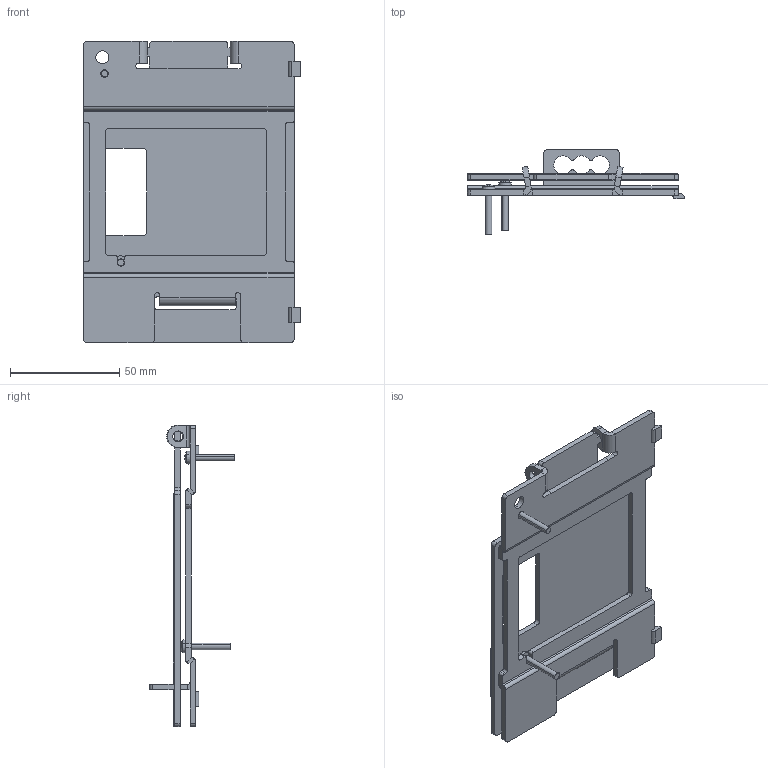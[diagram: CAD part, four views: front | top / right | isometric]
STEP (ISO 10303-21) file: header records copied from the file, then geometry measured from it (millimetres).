
FILE_DESCRIPTION((''),'2;1');
FILE_NAME('1SDH002065A1560_IGES','2023-03-02T17:13:03',('ITMADEL7'),(''),'CREO PARAMETRIC BY PTC INC, 2019030','CREO PARAMETRIC BY PTC INC, 2019030','');
FILE_SCHEMA(('AUTOMOTIVE_DESIGN { 1 0 10303 214 1 1 1 1 }'));
Length unit declared in the file: millimetre
Products named in the file (1): 1SDH002065A1560_IGES
Bounding box: 99.6 x 39 x 138 mm (x, y, z)
Volume: 47983.9 mm3; surface area: 48556.5 mm2
Topology: 3 solids, 3 shells, 232 faces, 640 edges, 418 vertices
Faces by surface type: plane 139, cylinder 81, cone 4, torus 4, bspline 4
Entity records: 10084 total; most frequent: CARTESIAN_POINT 1736, ORIENTED_EDGE 1280, DIRECTION 1264, EDGE_CURVE 640, AXIS2_PLACEMENT_3D 426, VERTEX_POINT 418, VECTOR 412, LINE 412
